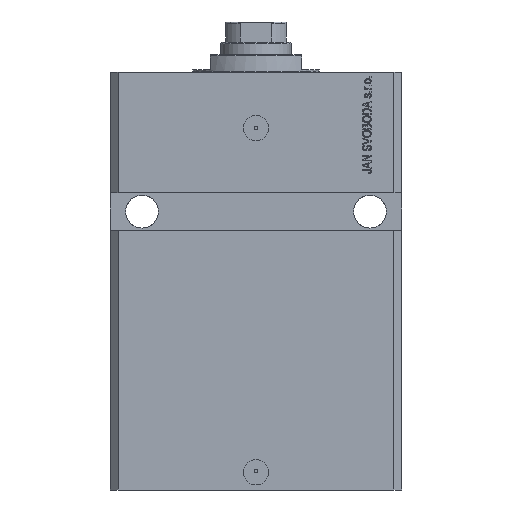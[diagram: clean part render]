
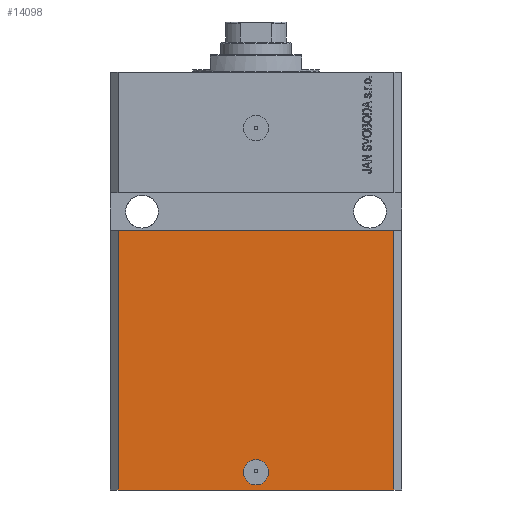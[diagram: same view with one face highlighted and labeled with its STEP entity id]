
A CAD part, front view. The second image highlights one B-rep face of the part: STEP entity #14098.
In plain terms, the highlighted planar face has unit normal (0, -1, 0).
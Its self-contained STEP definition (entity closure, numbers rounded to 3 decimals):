
#631 = LINE ( 'NONE', #11694, #19012 ) ;
#1048 = LINE ( 'NONE', #12103, #29186 ) ;
#1050 = EDGE_CURVE ( 'NONE', #24875, #6639, #44051, .T. ) ;
#2032 = EDGE_CURVE ( 'NONE', #4656, #6170, #1048, .T. ) ;
#3198 = AXIS2_PLACEMENT_3D ( 'NONE', #43877, #9938, #29388 ) ;
#3768 = DIRECTION ( 'NONE',  ( 1., 0., 0. ) ) ;
#3852 = EDGE_CURVE ( 'NONE', #42793, #25535, #631, .T. ) ;
#4487 = CARTESIAN_POINT ( 'NONE',  ( -54.5, -45., -165. ) ) ;
#4649 = CIRCLE ( 'NONE', #43156, 5. ) ;
#4656 = VERTEX_POINT ( 'NONE', #32505 ) ;
#6145 = EDGE_CURVE ( 'NONE', #42793, #4656, #9736, .T. ) ;
#6170 = VERTEX_POINT ( 'NONE', #14168 ) ;
#6639 = VERTEX_POINT ( 'NONE', #20231 ) ;
#7295 = DIRECTION ( 'NONE',  ( 1., 0., 0. ) ) ;
#9105 = ORIENTED_EDGE ( 'NONE', *, *, #26315, .F. ) ;
#9736 = LINE ( 'NONE', #21572, #13583 ) ;
#9938 = DIRECTION ( 'NONE',  ( 0., -1., 0. ) ) ;
#10357 = CARTESIAN_POINT ( 'NONE',  ( -54.5, -45., -165. ) ) ;
#11694 = CARTESIAN_POINT ( 'NONE',  ( -54.5, -45., -165. ) ) ;
#12103 = CARTESIAN_POINT ( 'NONE',  ( 54.5, -45., -165. ) ) ;
#13355 = CARTESIAN_POINT ( 'NONE',  ( 5., -45., -158. ) ) ;
#13583 = VECTOR ( 'NONE', #7295, 1000. ) ;
#14098 = ADVANCED_FACE ( 'NONE', ( #22480, #30822 ), #23204, .T. ) ;
#14168 = CARTESIAN_POINT ( 'NONE',  ( 54.5, -45., -62.5 ) ) ;
#15720 = EDGE_LOOP ( 'NONE', ( #29342, #36646, #24566, #42273 ) ) ;
#16077 = AXIS2_PLACEMENT_3D ( 'NONE', #4487, #19508, #3768 ) ;
#16365 = VECTOR ( 'NONE', #35788, 1000. ) ;
#19012 = VECTOR ( 'NONE', #45168, 1000. ) ;
#19508 = DIRECTION ( 'NONE',  ( 0., -1., 0. ) ) ;
#20066 = LINE ( 'NONE', #47340, #16365 ) ;
#20231 = CARTESIAN_POINT ( 'NONE',  ( -5., -45., -158. ) ) ;
#21572 = CARTESIAN_POINT ( 'NONE',  ( -54.5, -45., -165. ) ) ;
#21799 = CARTESIAN_POINT ( 'NONE',  ( -54.5, -45., -62.5 ) ) ;
#22480 = FACE_BOUND ( 'NONE', #29640, .T. ) ;
#23204 = PLANE ( 'NONE',  #16077 ) ;
#23443 = DIRECTION ( 'NONE',  ( 0., 0., 1. ) ) ;
#24566 = ORIENTED_EDGE ( 'NONE', *, *, #6145, .T. ) ;
#24875 = VERTEX_POINT ( 'NONE', #13355 ) ;
#25535 = VERTEX_POINT ( 'NONE', #21799 ) ;
#26315 = EDGE_CURVE ( 'NONE', #6639, #24875, #4649, .T. ) ;
#27362 = EDGE_CURVE ( 'NONE', #25535, #6170, #20066, .T. ) ;
#29186 = VECTOR ( 'NONE', #23443, 1000. ) ;
#29342 = ORIENTED_EDGE ( 'NONE', *, *, #27362, .F. ) ;
#29388 = DIRECTION ( 'NONE',  ( 1., 0., 0. ) ) ;
#29640 = EDGE_LOOP ( 'NONE', ( #36756, #9105 ) ) ;
#30822 = FACE_OUTER_BOUND ( 'NONE', #15720, .T. ) ;
#32505 = CARTESIAN_POINT ( 'NONE',  ( 54.5, -45., -165. ) ) ;
#34929 = DIRECTION ( 'NONE',  ( 1., 0., 0. ) ) ;
#35788 = DIRECTION ( 'NONE',  ( 1., 0., 0. ) ) ;
#36646 = ORIENTED_EDGE ( 'NONE', *, *, #3852, .F. ) ;
#36756 = ORIENTED_EDGE ( 'NONE', *, *, #1050, .F. ) ;
#42273 = ORIENTED_EDGE ( 'NONE', *, *, #2032, .T. ) ;
#42293 = CARTESIAN_POINT ( 'NONE',  ( 0., -45., -158. ) ) ;
#42793 = VERTEX_POINT ( 'NONE', #10357 ) ;
#43010 = DIRECTION ( 'NONE',  ( 0., -1., 0. ) ) ;
#43156 = AXIS2_PLACEMENT_3D ( 'NONE', #42293, #43010, #34929 ) ;
#43877 = CARTESIAN_POINT ( 'NONE',  ( 0., -45., -158. ) ) ;
#44051 = CIRCLE ( 'NONE', #3198, 5. ) ;
#45168 = DIRECTION ( 'NONE',  ( 0., 0., 1. ) ) ;
#47340 = CARTESIAN_POINT ( 'NONE',  ( -57.5, -45., -62.5 ) ) ;
